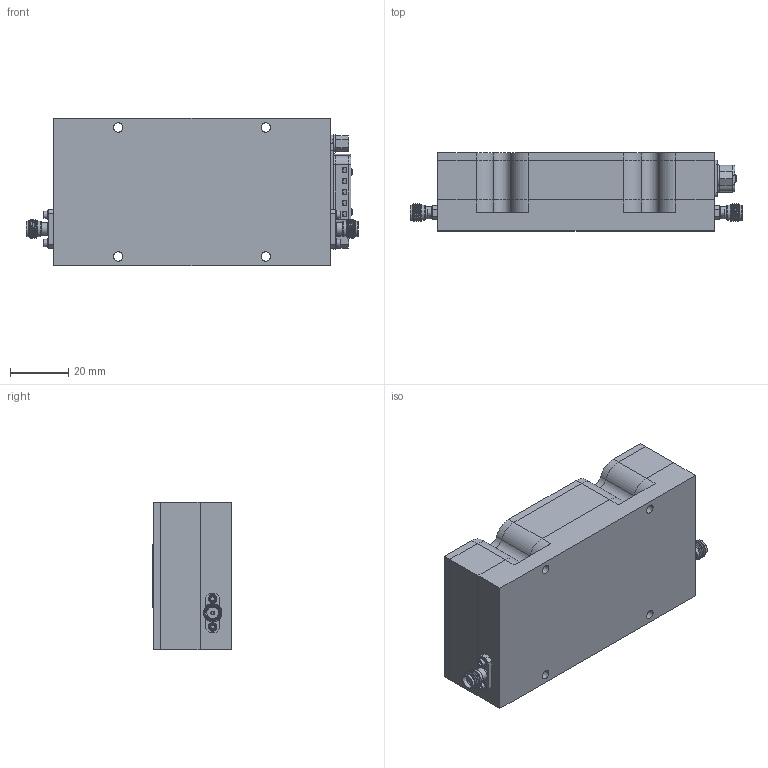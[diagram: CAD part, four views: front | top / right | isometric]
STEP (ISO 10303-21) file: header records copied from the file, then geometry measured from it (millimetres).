
FILE_DESCRIPTION (( 'STEP AP203' ), '1' );
FILE_NAME ('PE15A5017_3D.step', '2022-04-04T15:22:19', ( '' ), ( '' ), 'SwSTEP 2.0', 'SolidWorks 2021', '' );
FILE_SCHEMA (( 'CONFIG_CONTROL_DESIGN' ));
Products named in the file (1): PE15A5017_3D
Bounding box: 114.4 x 26.97 x 50.8 mm (x, y, z)
Volume: 127663.7 mm3; surface area: 9278936794688.4 mm2
Topology: 29 solids, 31 shells, 2672 faces, 6945 edges, 4526 vertices
Faces by surface type: plane 1543, bspline 582, cylinder 390, cone 142, torus 15
Full cylindrical faces by diameter (mm): 0.553 x1, 0.567 x1, 1.01 x2, 1.016 x3, 1.03 x3, 1.27 x7, 1.524 x36, 1.778 x8, 1.854 x4, 2.156 x4, 2.438 x4, 2.7 x2, 2.946 x4, 3.131 x2, 3.175 x4, 3.6 x2, 4.064 x2, 4.293 x2, 4.521 x2, 5.334 x4, 5.994 x2
Entity records: 123167 total; most frequent: CARTESIAN_POINT 64953, ORIENTED_EDGE 13112, DIRECTION 9565, EDGE_CURVE 6556, VERTEX_POINT 4377, VECTOR 4213, LINE 4213, EDGE_LOOP 3041
